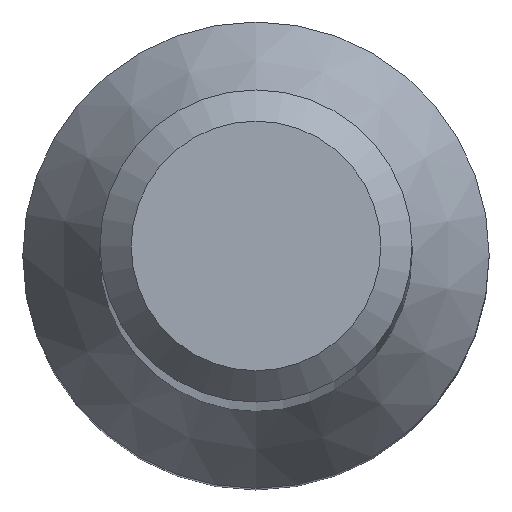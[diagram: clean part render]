
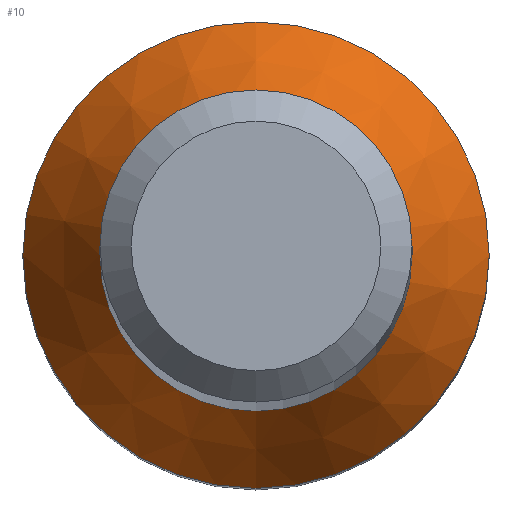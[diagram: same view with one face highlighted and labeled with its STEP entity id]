
A CAD part, top view. The second image highlights one B-rep face of the part: STEP entity #10.
In plain terms, the highlighted conical face has half-angle 30 degrees and reference radius 2.989 mm.
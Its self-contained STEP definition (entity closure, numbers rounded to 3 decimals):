
#6 = CONICAL_SURFACE ( 'NONE', #176, 2.989, 0.524 ) ;
#10 = ADVANCED_FACE ( 'NONE', ( #93, #107 ), #6, .T. ) ;
#23 = CARTESIAN_POINT ( 'NONE',  ( 0., 2., 13.992 ) ) ;
#30 = ORIENTED_EDGE ( 'NONE', *, *, #79, .T. ) ;
#31 = DIRECTION ( 'NONE',  ( 0., 0., -1. ) ) ;
#54 = CARTESIAN_POINT ( 'NONE',  ( 0., 0., 12.279 ) ) ;
#77 = AXIS2_PLACEMENT_3D ( 'NONE', #92, #239, #192 ) ;
#79 = EDGE_CURVE ( 'NONE', #117, #117, #230, .T. ) ;
#90 = CARTESIAN_POINT ( 'NONE',  ( 0., 0., 12.279 ) ) ;
#92 = CARTESIAN_POINT ( 'NONE',  ( 0., 0., 13.992 ) ) ;
#93 = FACE_BOUND ( 'NONE', #191, .T. ) ;
#99 = CIRCLE ( 'NONE', #130, 2.989 ) ;
#101 = CARTESIAN_POINT ( 'NONE',  ( 0., 2.989, 12.279 ) ) ;
#104 = EDGE_LOOP ( 'NONE', ( #106 ) ) ;
#106 = ORIENTED_EDGE ( 'NONE', *, *, #108, .F. ) ;
#107 = FACE_OUTER_BOUND ( 'NONE', #104, .T. ) ;
#108 = EDGE_CURVE ( 'NONE', #223, #223, #99, .T. ) ;
#110 = DIRECTION ( 'NONE',  ( 0., 1., 0. ) ) ;
#117 = VERTEX_POINT ( 'NONE', #23 ) ;
#130 = AXIS2_PLACEMENT_3D ( 'NONE', #54, #31, #140 ) ;
#140 = DIRECTION ( 'NONE',  ( 0., 1., 0. ) ) ;
#176 = AXIS2_PLACEMENT_3D ( 'NONE', #90, #208, #110 ) ;
#191 = EDGE_LOOP ( 'NONE', ( #30 ) ) ;
#192 = DIRECTION ( 'NONE',  ( 0., 1., 0. ) ) ;
#208 = DIRECTION ( 'NONE',  ( 0., 0., -1. ) ) ;
#223 = VERTEX_POINT ( 'NONE', #101 ) ;
#230 = CIRCLE ( 'NONE', #77, 2. ) ;
#239 = DIRECTION ( 'NONE',  ( 0., 0., -1. ) ) ;
